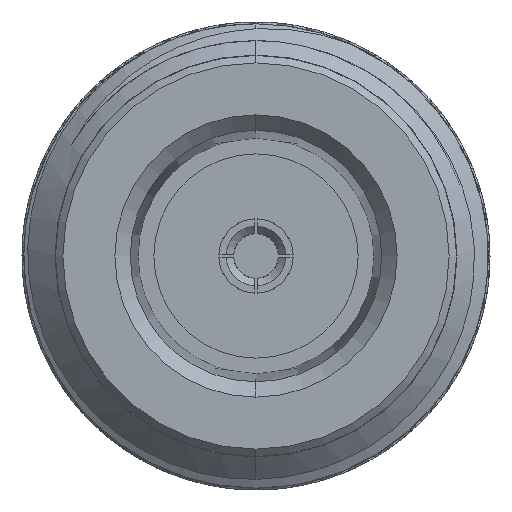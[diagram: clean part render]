
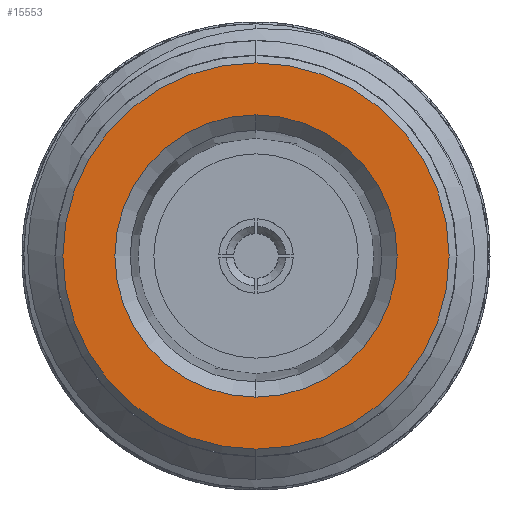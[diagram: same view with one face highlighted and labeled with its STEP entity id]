
A CAD part, left-side view. The second image highlights one B-rep face of the part: STEP entity #15553.
In plain terms, the highlighted planar face has unit normal (-1, 0, 0).
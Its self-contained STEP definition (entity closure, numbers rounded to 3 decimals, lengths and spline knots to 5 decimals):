
#55 = EDGE_LOOP ( 'NONE', ( #45776, #77122 ) ) ;
#1582 = ORIENTED_EDGE ( 'NONE', *, *, #70999, .T. ) ;
#1930 = EDGE_LOOP ( 'NONE', ( #1582, #68335 ) ) ;
#4410 = VERTEX_POINT ( 'NONE', #34761 ) ;
#5381 = CARTESIAN_POINT ( 'NONE',  ( 0., 0., 0. ) ) ;
#7633 = CARTESIAN_POINT ( 'NONE',  ( 0., 0., 0.19 ) ) ;
#8155 = VERTEX_POINT ( 'NONE', #74374 ) ;
#9168 = AXIS2_PLACEMENT_3D ( 'NONE', #34464, #92782, #85215 ) ;
#14124 = EDGE_CURVE ( 'NONE', #17336, #53011, #66157, .T. ) ;
#14249 = EDGE_CURVE ( 'NONE', #53011, #17336, #85745, .T. ) ;
#15553 = ADVANCED_FACE ( 'NONE', ( #32012, #85421 ), #78334, .T. ) ;
#16144 = AXIS2_PLACEMENT_3D ( 'NONE', #82695, #83623, #18225 ) ;
#17336 = VERTEX_POINT ( 'NONE', #22638 ) ;
#18225 = DIRECTION ( 'NONE',  ( 0., 0., 1. ) ) ;
#22638 = CARTESIAN_POINT ( 'NONE',  ( 0., 0., -0.19 ) ) ;
#23593 = EDGE_CURVE ( 'NONE', #4410, #8155, #32740, .T. ) ;
#32012 = FACE_OUTER_BOUND ( 'NONE', #1930, .T. ) ;
#32740 = CIRCLE ( 'NONE', #75168, 0.26 ) ;
#34464 = CARTESIAN_POINT ( 'NONE',  ( 0., 0., 0. ) ) ;
#34761 = CARTESIAN_POINT ( 'NONE',  ( 0., 0., 0.26 ) ) ;
#36720 = DIRECTION ( 'NONE',  ( 0., 0., 1. ) ) ;
#37289 = AXIS2_PLACEMENT_3D ( 'NONE', #51443, #66151, #36720 ) ;
#45776 = ORIENTED_EDGE ( 'NONE', *, *, #14249, .T. ) ;
#51443 = CARTESIAN_POINT ( 'NONE',  ( 0., 0., 0. ) ) ;
#53011 = VERTEX_POINT ( 'NONE', #7633 ) ;
#63678 = DIRECTION ( 'NONE',  ( 0., 0., 1. ) ) ;
#66151 = DIRECTION ( 'NONE',  ( 1., 0., 0. ) ) ;
#66157 = CIRCLE ( 'NONE', #37289, 0.19 ) ;
#67619 = DIRECTION ( 'NONE',  ( -1., 0., 0. ) ) ;
#68335 = ORIENTED_EDGE ( 'NONE', *, *, #23593, .T. ) ;
#70999 = EDGE_CURVE ( 'NONE', #8155, #4410, #81831, .T. ) ;
#73461 = DIRECTION ( 'NONE',  ( -1., 0., 0. ) ) ;
#74374 = CARTESIAN_POINT ( 'NONE',  ( 0., 0., -0.26 ) ) ;
#75168 = AXIS2_PLACEMENT_3D ( 'NONE', #87634, #73461, #86704 ) ;
#77122 = ORIENTED_EDGE ( 'NONE', *, *, #14124, .T. ) ;
#78334 = PLANE ( 'NONE',  #82852 ) ;
#81831 = CIRCLE ( 'NONE', #9168, 0.26 ) ;
#82695 = CARTESIAN_POINT ( 'NONE',  ( 0., 0., 0. ) ) ;
#82852 = AXIS2_PLACEMENT_3D ( 'NONE', #5381, #67619, #63678 ) ;
#83623 = DIRECTION ( 'NONE',  ( 1., 0., 0. ) ) ;
#85215 = DIRECTION ( 'NONE',  ( 0., 0., 1. ) ) ;
#85421 = FACE_BOUND ( 'NONE', #55, .T. ) ;
#85745 = CIRCLE ( 'NONE', #16144, 0.19 ) ;
#86704 = DIRECTION ( 'NONE',  ( 0., 0., 1. ) ) ;
#87634 = CARTESIAN_POINT ( 'NONE',  ( 0., 0., 0. ) ) ;
#92782 = DIRECTION ( 'NONE',  ( -1., 0., 0. ) ) ;
